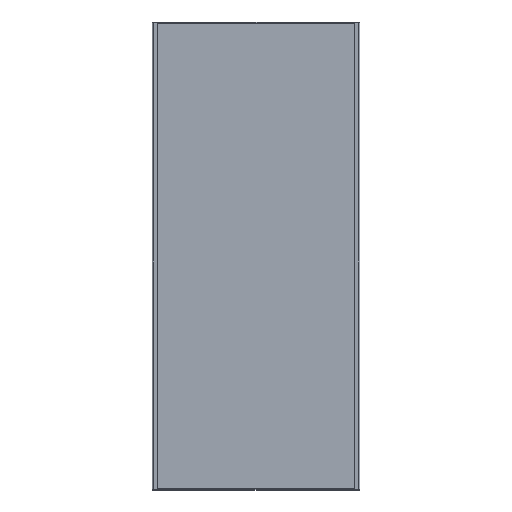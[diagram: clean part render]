
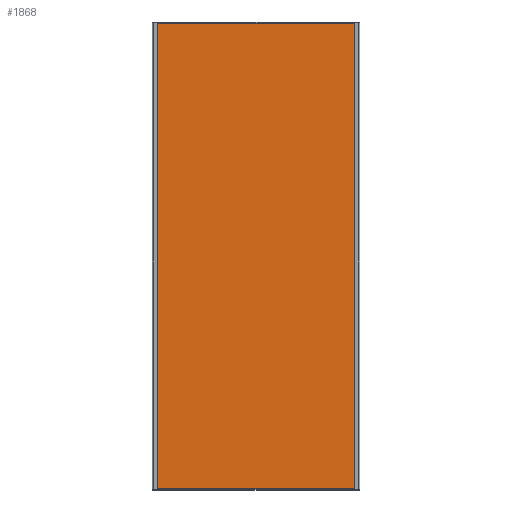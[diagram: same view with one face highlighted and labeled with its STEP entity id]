
A CAD part, top view. The second image highlights one B-rep face of the part: STEP entity #1868.
In plain terms, the highlighted planar face has unit normal (0, 0, 1).
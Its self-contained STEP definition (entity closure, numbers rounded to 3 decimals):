
#85 = CARTESIAN_POINT ( 'NONE',  ( 397.929, -896., 0. ) ) ;
#111 = ORIENTED_EDGE ( 'NONE', *, *, #2221, .F. ) ;
#180 = DIRECTION ( 'NONE',  ( 1., 0., 0. ) ) ;
#244 = PLANE ( 'NONE',  #2648 ) ;
#253 = VERTEX_POINT ( 'NONE', #2430 ) ;
#479 = LINE ( 'NONE', #1457, #1108 ) ;
#516 = VERTEX_POINT ( 'NONE', #3120 ) ;
#642 = EDGE_CURVE ( 'NONE', #253, #1831, #2077, .T. ) ;
#817 = DIRECTION ( 'NONE',  ( -1., 0., 0. ) ) ;
#873 = EDGE_CURVE ( 'NONE', #1831, #1789, #3069, .T. ) ;
#910 = VECTOR ( 'NONE', #1348, 1000. ) ;
#967 = CARTESIAN_POINT ( 'NONE',  ( 0., 0., 0. ) ) ;
#1108 = VECTOR ( 'NONE', #1205, 1000. ) ;
#1205 = DIRECTION ( 'NONE',  ( 0., 1., 0. ) ) ;
#1337 = LINE ( 'NONE', #2317, #910 ) ;
#1348 = DIRECTION ( 'NONE',  ( 1., 0., 0. ) ) ;
#1354 = CARTESIAN_POINT ( 'NONE',  ( 396., 897.929, 0. ) ) ;
#1445 = EDGE_CURVE ( 'NONE', #1789, #516, #479, .T. ) ;
#1457 = CARTESIAN_POINT ( 'NONE',  ( -396., -897.929, 0. ) ) ;
#1789 = VERTEX_POINT ( 'NONE', #2904 ) ;
#1831 = VERTEX_POINT ( 'NONE', #2428 ) ;
#1868 = ADVANCED_FACE ( 'NONE', ( #3166 ), #244, .T. ) ;
#2014 = VECTOR ( 'NONE', #3098, 1000. ) ;
#2077 = LINE ( 'NONE', #1354, #2014 ) ;
#2141 = DIRECTION ( 'NONE',  ( 0., 0., 1. ) ) ;
#2221 = EDGE_CURVE ( 'NONE', #516, #253, #1337, .T. ) ;
#2249 = EDGE_LOOP ( 'NONE', ( #2280, #3163, #3141, #111 ) ) ;
#2280 = ORIENTED_EDGE ( 'NONE', *, *, #1445, .F. ) ;
#2317 = CARTESIAN_POINT ( 'NONE',  ( -397.929, 896., 0. ) ) ;
#2428 = CARTESIAN_POINT ( 'NONE',  ( 396., -896., 0. ) ) ;
#2430 = CARTESIAN_POINT ( 'NONE',  ( 396., 896., 0. ) ) ;
#2648 = AXIS2_PLACEMENT_3D ( 'NONE', #967, #2141, #180 ) ;
#2904 = CARTESIAN_POINT ( 'NONE',  ( -396., -896., 0. ) ) ;
#3053 = VECTOR ( 'NONE', #817, 1000. ) ;
#3069 = LINE ( 'NONE', #85, #3053 ) ;
#3098 = DIRECTION ( 'NONE',  ( 0., -1., 0. ) ) ;
#3120 = CARTESIAN_POINT ( 'NONE',  ( -396., 896., 0. ) ) ;
#3141 = ORIENTED_EDGE ( 'NONE', *, *, #642, .F. ) ;
#3163 = ORIENTED_EDGE ( 'NONE', *, *, #873, .F. ) ;
#3166 = FACE_OUTER_BOUND ( 'NONE', #2249, .T. ) ;
